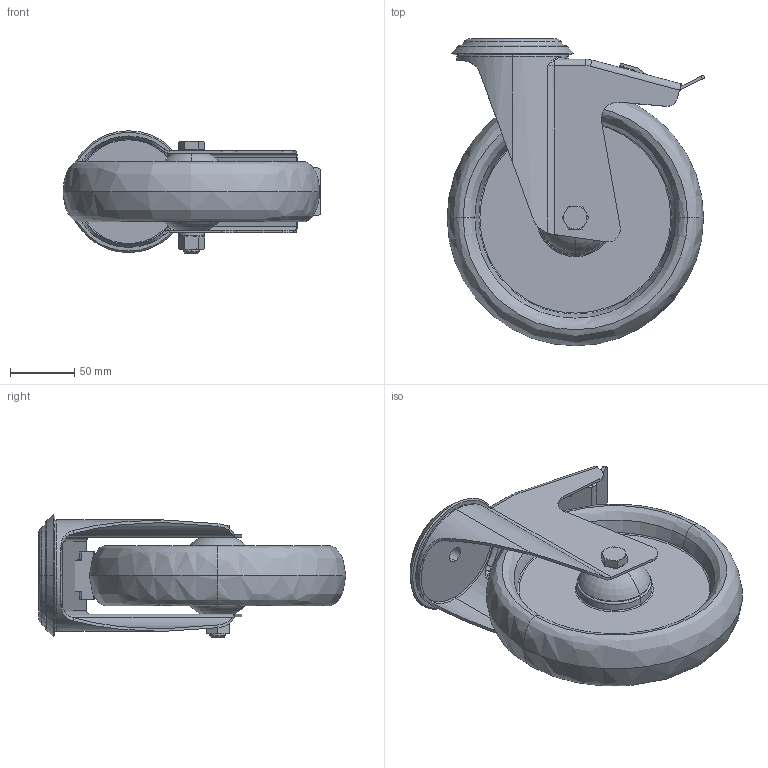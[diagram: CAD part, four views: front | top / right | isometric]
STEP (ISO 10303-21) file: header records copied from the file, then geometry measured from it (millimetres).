
FILE_DESCRIPTION (( 'STEP AP214' ), '1' );
FILE_NAME ('0030498.step', '2021-05-05T11:57:07', ( 'Windows-Benutzer' ), ( '' ), 'SwSTEP 2.0', 'SolidWorks 2020', '' );
FILE_SCHEMA (( 'AUTOMOTIVE_DESIGN' ));
Length unit declared in the file: millimetre
Products named in the file (1): 0030498
Bounding box: 201 x 240 x 95.5 mm (x, y, z)
Volume: 936788.6 mm3; surface area: 282845.1 mm2
Topology: 10 solids, 12 shells, 337 faces, 770 edges, 470 vertices
Faces by surface type: plane 95, cylinder 92, torus 68, cone 58, bspline 24
Entity records: 14088 total; most frequent: CARTESIAN_POINT 2598, DIRECTION 1724, ORIENTED_EDGE 1532, EDGE_CURVE 766, AXIS2_PLACEMENT_3D 736, VERTEX_POINT 470, CIRCLE 422, EDGE_LOOP 378
